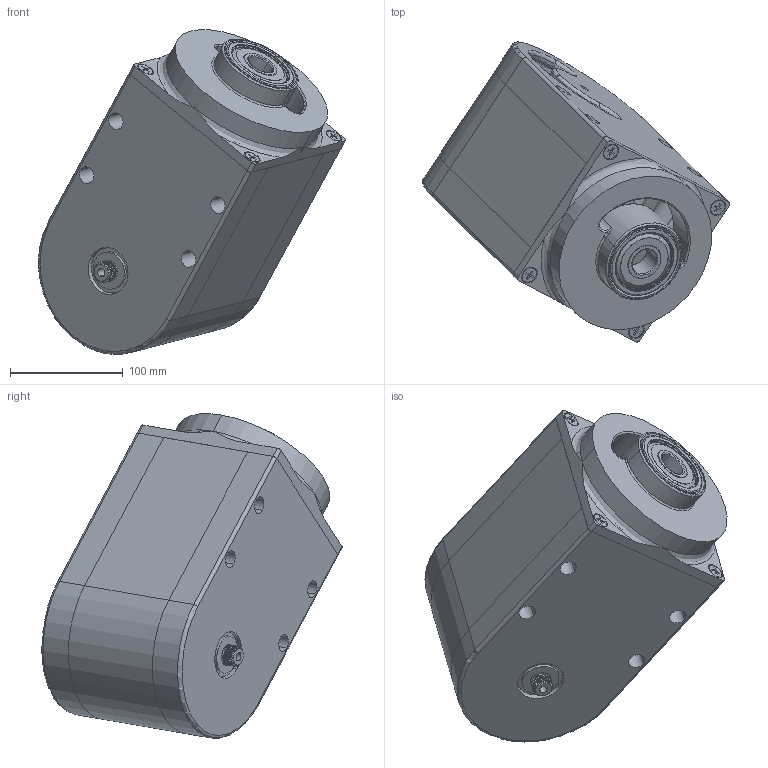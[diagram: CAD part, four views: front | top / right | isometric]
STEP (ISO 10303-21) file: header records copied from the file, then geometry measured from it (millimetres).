
FILE_DESCRIPTION (( 'STEP AP203' ), '1' );
FILE_NAME ('Link_5_Default_sldprt.STEP', '2018-12-20T02:35:05', ( '' ), ( '' ), 'SwSTEP 2.0', 'SolidWorks 2017', '' );
FILE_SCHEMA (( 'CONFIG_CONTROL_DESIGN' ));
Length unit declared in the file: millimetre
Products named in the file (1): Link_5_Default_sldprt
Bounding box: 271.69 x 265.86 x 287.27 mm (x, y, z)
Volume: 2745422.3 mm3; surface area: 517650.9 mm2
Topology: 27 solids, 27 shells, 1135 faces, 2693 edges, 1646 vertices
Faces by surface type: plane 498, cylinder 361, cone 123, torus 84, bspline 67, sphere 2
Entity records: 40029 total; most frequent: CARTESIAN_POINT 14232, ORIENTED_EDGE 5346, DIRECTION 5323, EDGE_CURVE 2673, AXIS2_PLACEMENT_3D 2007, VERTEX_POINT 1646, LINE 1309, VECTOR 1309
